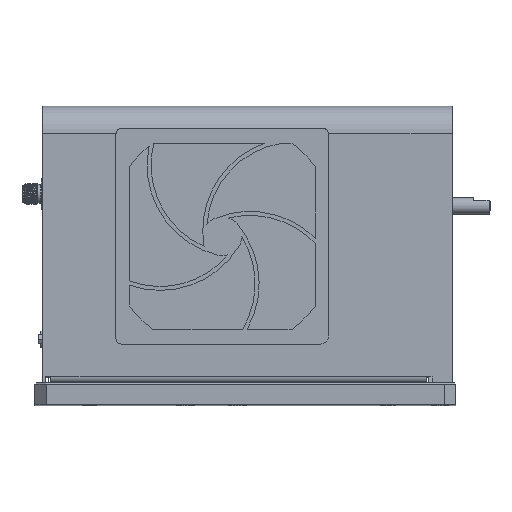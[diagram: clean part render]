
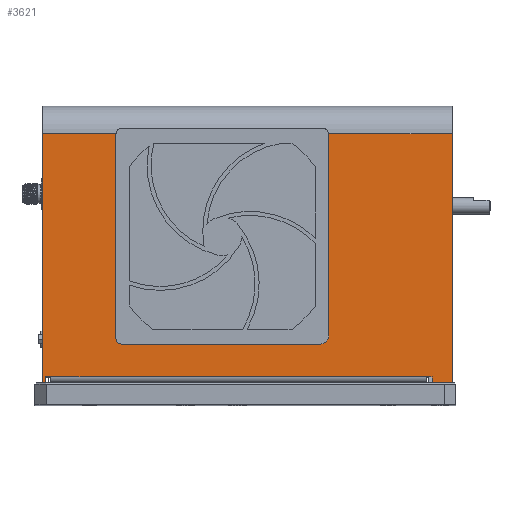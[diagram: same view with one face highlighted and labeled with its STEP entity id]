
A CAD part, top view. The second image highlights one B-rep face of the part: STEP entity #3621.
In plain terms, the highlighted planar face has unit normal (0, 0, 1).
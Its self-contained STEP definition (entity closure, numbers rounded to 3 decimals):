
#14 = CARTESIAN_POINT ( 'NONE',  ( 55.118, 44.399, 107.823 ) ) ;
#21 = EDGE_LOOP ( 'NONE', ( #18575 ) ) ;
#160 = EDGE_CURVE ( 'NONE', #7753, #15395, #269, .T. ) ;
#269 = LINE ( 'NONE', #7700, #14430 ) ;
#434 = VECTOR ( 'NONE', #22754, 1000. ) ;
#550 = CARTESIAN_POINT ( 'NONE',  ( 107.518, 96.774, 107.823 ) ) ;
#564 = EDGE_CURVE ( 'NONE', #17432, #15686, #19079, .T. ) ;
#602 = EDGE_CURVE ( 'NONE', #6171, #6171, #6660, .T. ) ;
#610 = ORIENTED_EDGE ( 'NONE', *, *, #602, .T. ) ;
#688 = LINE ( 'NONE', #3987, #6911 ) ;
#759 = CARTESIAN_POINT ( 'NONE',  ( 224.663, 16.129, 107.823 ) ) ;
#1245 = AXIS2_PLACEMENT_3D ( 'NONE', #8969, #16403, #1788 ) ;
#1481 = EDGE_LOOP ( 'NONE', ( #2200 ) ) ;
#1788 = DIRECTION ( 'NONE',  ( 0., -1., 0. ) ) ;
#2138 = CIRCLE ( 'NONE', #7183, 2.381 ) ;
#2188 = CARTESIAN_POINT ( 'NONE',  ( 5.994, 16.129, 107.823 ) ) ;
#2200 = ORIENTED_EDGE ( 'NONE', *, *, #21917, .F. ) ;
#2269 = VERTEX_POINT ( 'NONE', #21890 ) ;
#2487 = LINE ( 'NONE', #12116, #14748 ) ;
#2668 = AXIS2_PLACEMENT_3D ( 'NONE', #19482, #23265, #10076 ) ;
#2707 = DIRECTION ( 'NONE',  ( -1., 0., 0. ) ) ;
#3437 = EDGE_CURVE ( 'NONE', #7753, #6281, #4779, .T. ) ;
#3621 = ADVANCED_FACE ( 'NONE', ( #12681, #3802, #22337, #7199, #5617, #20261 ), #5494, .F. ) ;
#3802 = FACE_BOUND ( 'NONE', #15989, .T. ) ;
#3928 = VERTEX_POINT ( 'NONE', #19519 ) ;
#3987 = CARTESIAN_POINT ( 'NONE',  ( 224.663, 16.129, 107.823 ) ) ;
#4036 = CARTESIAN_POINT ( 'NONE',  ( 4.343, 171.45, 107.823 ) ) ;
#4212 = DIRECTION ( 'NONE',  ( 0., 0., -1. ) ) ;
#4779 = LINE ( 'NONE', #17943, #15317 ) ;
#5399 = DIRECTION ( 'NONE',  ( -1., 0., 0. ) ) ;
#5494 = PLANE ( 'NONE',  #14926 ) ;
#5617 = FACE_BOUND ( 'NONE', #21, .T. ) ;
#5619 = VERTEX_POINT ( 'NONE', #7780 ) ;
#5785 = ORIENTED_EDGE ( 'NONE', *, *, #564, .F. ) ;
#6171 = VERTEX_POINT ( 'NONE', #13975 ) ;
#6281 = VERTEX_POINT ( 'NONE', #18343 ) ;
#6660 = CIRCLE ( 'NONE', #16793, 57.15 ) ;
#6811 = VECTOR ( 'NONE', #7690, 1000. ) ;
#6911 = VECTOR ( 'NONE', #9588, 1000. ) ;
#7046 = EDGE_CURVE ( 'NONE', #2269, #16962, #12309, .T. ) ;
#7183 = AXIS2_PLACEMENT_3D ( 'NONE', #12392, #9098, #23633 ) ;
#7199 = FACE_BOUND ( 'NONE', #1481, .T. ) ;
#7389 = CARTESIAN_POINT ( 'NONE',  ( 239.293, 171.45, 107.823 ) ) ;
#7577 = VECTOR ( 'NONE', #2707, 1000. ) ;
#7603 = ORIENTED_EDGE ( 'NONE', *, *, #19314, .T. ) ;
#7690 = DIRECTION ( 'NONE',  ( 0., 1., 0. ) ) ;
#7700 = CARTESIAN_POINT ( 'NONE',  ( 227.838, 171.45, 107.823 ) ) ;
#7753 = VERTEX_POINT ( 'NONE', #21872 ) ;
#7780 = CARTESIAN_POINT ( 'NONE',  ( 4.343, 12.7, 107.823 ) ) ;
#8420 = EDGE_CURVE ( 'NONE', #19765, #19765, #16679, .T. ) ;
#8674 = CARTESIAN_POINT ( 'NONE',  ( 227.838, 16.129, 107.823 ) ) ;
#8847 = VECTOR ( 'NONE', #5399, 1000. ) ;
#8910 = DIRECTION ( 'NONE',  ( 0., -1., 0. ) ) ;
#8924 = EDGE_CURVE ( 'NONE', #15395, #9189, #9177, .T. ) ;
#8969 = CARTESIAN_POINT ( 'NONE',  ( 55.118, 149.174, 107.823 ) ) ;
#9000 = CIRCLE ( 'NONE', #22249, 2.381 ) ;
#9029 = DIRECTION ( 'NONE',  ( 0., -1., 0. ) ) ;
#9098 = DIRECTION ( 'NONE',  ( 0., 0., 1. ) ) ;
#9177 = LINE ( 'NONE', #14299, #8847 ) ;
#9189 = VERTEX_POINT ( 'NONE', #759 ) ;
#9233 = VERTEX_POINT ( 'NONE', #12995 ) ;
#9371 = ORIENTED_EDGE ( 'NONE', *, *, #12971, .F. ) ;
#9588 = DIRECTION ( 'NONE',  ( -1., 0., 0. ) ) ;
#9830 = EDGE_CURVE ( 'NONE', #12308, #12308, #12905, .T. ) ;
#9841 = CARTESIAN_POINT ( 'NONE',  ( 159.893, 42.018, 107.823 ) ) ;
#10076 = DIRECTION ( 'NONE',  ( 0., -1., 0. ) ) ;
#10553 = VECTOR ( 'NONE', #14823, 1000. ) ;
#11112 = ORIENTED_EDGE ( 'NONE', *, *, #160, .F. ) ;
#11228 = DIRECTION ( 'NONE',  ( 0., 0., -1. ) ) ;
#11408 = ORIENTED_EDGE ( 'NONE', *, *, #8924, .F. ) ;
#11591 = DIRECTION ( 'NONE',  ( 0., 1., 0. ) ) ;
#11755 = CARTESIAN_POINT ( 'NONE',  ( 5.994, 171.45, 107.823 ) ) ;
#11797 = VERTEX_POINT ( 'NONE', #9841 ) ;
#12077 = CARTESIAN_POINT ( 'NONE',  ( 159.893, 146.793, 107.823 ) ) ;
#12116 = CARTESIAN_POINT ( 'NONE',  ( 4.343, 12.7, 107.823 ) ) ;
#12308 = VERTEX_POINT ( 'NONE', #17926 ) ;
#12309 = LINE ( 'NONE', #24127, #17401 ) ;
#12392 = CARTESIAN_POINT ( 'NONE',  ( 159.893, 44.399, 107.823 ) ) ;
#12681 = FACE_BOUND ( 'NONE', #15363, .T. ) ;
#12905 = CIRCLE ( 'NONE', #1245, 2.381 ) ;
#12971 = EDGE_CURVE ( 'NONE', #3928, #17432, #15619, .T. ) ;
#12995 = CARTESIAN_POINT ( 'NONE',  ( 55.118, 42.018, 107.823 ) ) ;
#13975 = CARTESIAN_POINT ( 'NONE',  ( 107.518, 39.624, 107.823 ) ) ;
#14135 = DIRECTION ( 'NONE',  ( -1., 0., 0. ) ) ;
#14299 = CARTESIAN_POINT ( 'NONE',  ( 4.343, 16.129, 107.823 ) ) ;
#14430 = VECTOR ( 'NONE', #11591, 1000. ) ;
#14618 = EDGE_CURVE ( 'NONE', #11797, #11797, #2138, .T. ) ;
#14748 = VECTOR ( 'NONE', #17607, 1000. ) ;
#14823 = DIRECTION ( 'NONE',  ( 0., 1., 0. ) ) ;
#14906 = ORIENTED_EDGE ( 'NONE', *, *, #3437, .T. ) ;
#14914 = ORIENTED_EDGE ( 'NONE', *, *, #14618, .F. ) ;
#14926 = AXIS2_PLACEMENT_3D ( 'NONE', #21974, #11228, #9029 ) ;
#15317 = VECTOR ( 'NONE', #19663, 1000. ) ;
#15352 = LINE ( 'NONE', #4036, #6811 ) ;
#15363 = EDGE_LOOP ( 'NONE', ( #15606 ) ) ;
#15395 = VERTEX_POINT ( 'NONE', #8674 ) ;
#15606 = ORIENTED_EDGE ( 'NONE', *, *, #8420, .F. ) ;
#15610 = CARTESIAN_POINT ( 'NONE',  ( 5.994, 12.7, 107.823 ) ) ;
#15619 = LINE ( 'NONE', #17205, #7577 ) ;
#15686 = VERTEX_POINT ( 'NONE', #15610 ) ;
#15989 = EDGE_LOOP ( 'NONE', ( #610 ) ) ;
#16403 = DIRECTION ( 'NONE',  ( 0., 0., 1. ) ) ;
#16679 = CIRCLE ( 'NONE', #2668, 2.381 ) ;
#16793 = AXIS2_PLACEMENT_3D ( 'NONE', #550, #4212, #20565 ) ;
#16894 = LINE ( 'NONE', #7389, #10553 ) ;
#16962 = VERTEX_POINT ( 'NONE', #23319 ) ;
#17205 = CARTESIAN_POINT ( 'NONE',  ( 4.343, 16.129, 107.823 ) ) ;
#17401 = VECTOR ( 'NONE', #14135, 1000. ) ;
#17432 = VERTEX_POINT ( 'NONE', #2188 ) ;
#17607 = DIRECTION ( 'NONE',  ( 1., 0., 0. ) ) ;
#17926 = CARTESIAN_POINT ( 'NONE',  ( 55.118, 146.793, 107.823 ) ) ;
#17943 = CARTESIAN_POINT ( 'NONE',  ( 4.343, 12.7, 107.823 ) ) ;
#18343 = CARTESIAN_POINT ( 'NONE',  ( 239.293, 12.7, 107.823 ) ) ;
#18575 = ORIENTED_EDGE ( 'NONE', *, *, #9830, .F. ) ;
#18673 = ORIENTED_EDGE ( 'NONE', *, *, #7046, .T. ) ;
#19079 = LINE ( 'NONE', #11755, #434 ) ;
#19314 = EDGE_CURVE ( 'NONE', #5619, #15686, #2487, .T. ) ;
#19482 = CARTESIAN_POINT ( 'NONE',  ( 159.893, 149.174, 107.823 ) ) ;
#19519 = CARTESIAN_POINT ( 'NONE',  ( 9.169, 16.129, 107.823 ) ) ;
#19663 = DIRECTION ( 'NONE',  ( 1., 0., 0. ) ) ;
#19765 = VERTEX_POINT ( 'NONE', #12077 ) ;
#20261 = FACE_OUTER_BOUND ( 'NONE', #22496, .T. ) ;
#20565 = DIRECTION ( 'NONE',  ( 0., -1., 0. ) ) ;
#20630 = DIRECTION ( 'NONE',  ( 0., 0., 1. ) ) ;
#21707 = EDGE_CURVE ( 'NONE', #6281, #2269, #16894, .T. ) ;
#21872 = CARTESIAN_POINT ( 'NONE',  ( 227.838, 12.7, 107.823 ) ) ;
#21890 = CARTESIAN_POINT ( 'NONE',  ( 239.293, 155.575, 107.823 ) ) ;
#21917 = EDGE_CURVE ( 'NONE', #9233, #9233, #9000, .T. ) ;
#21974 = CARTESIAN_POINT ( 'NONE',  ( 4.343, 171.45, 107.823 ) ) ;
#21980 = ORIENTED_EDGE ( 'NONE', *, *, #21707, .T. ) ;
#22018 = EDGE_CURVE ( 'NONE', #5619, #16962, #15352, .T. ) ;
#22065 = ORIENTED_EDGE ( 'NONE', *, *, #22018, .F. ) ;
#22249 = AXIS2_PLACEMENT_3D ( 'NONE', #14, #20630, #8910 ) ;
#22337 = FACE_BOUND ( 'NONE', #23295, .T. ) ;
#22493 = ORIENTED_EDGE ( 'NONE', *, *, #23431, .F. ) ;
#22496 = EDGE_LOOP ( 'NONE', ( #22493, #11408, #11112, #14906, #21980, #18673, #22065, #7603, #5785, #9371 ) ) ;
#22754 = DIRECTION ( 'NONE',  ( 0., -1., 0. ) ) ;
#23265 = DIRECTION ( 'NONE',  ( 0., 0., 1. ) ) ;
#23295 = EDGE_LOOP ( 'NONE', ( #14914 ) ) ;
#23319 = CARTESIAN_POINT ( 'NONE',  ( 4.343, 155.575, 107.823 ) ) ;
#23431 = EDGE_CURVE ( 'NONE', #9189, #3928, #688, .T. ) ;
#23633 = DIRECTION ( 'NONE',  ( 0., -1., 0. ) ) ;
#24127 = CARTESIAN_POINT ( 'NONE',  ( 239.293, 155.575, 107.823 ) ) ;
